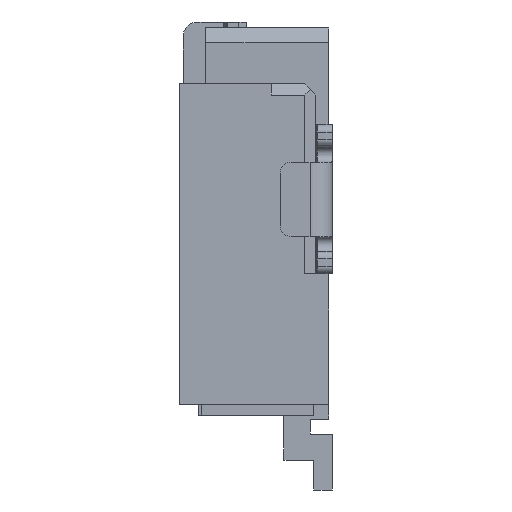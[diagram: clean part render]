
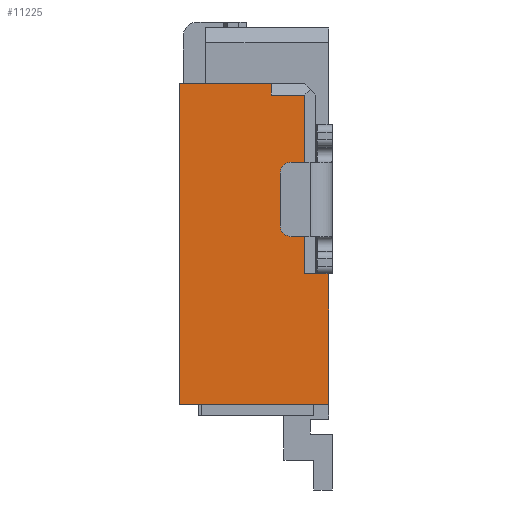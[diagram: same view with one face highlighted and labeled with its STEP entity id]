
A CAD part, left-side view. The second image highlights one B-rep face of the part: STEP entity #11225.
In plain terms, the highlighted planar face has unit normal (-1, 0, 0).
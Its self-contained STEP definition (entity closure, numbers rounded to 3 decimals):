
#4=DIRECTION('',(0.,-1.,0.));
#5=VECTOR('',#4,0.15);
#6=CARTESIAN_POINT('',(-4.65,-0.552,-3.38));
#7=LINE('',#6,#5);
#12=DIRECTION('',(0.,0.,-1.));
#13=VECTOR('',#12,1.75);
#14=CARTESIAN_POINT('',(-4.65,-0.702,-3.38));
#15=LINE('',#14,#13);
#19=DIRECTION('',(0.,1.,0.));
#20=VECTOR('',#19,2.);
#21=CARTESIAN_POINT('',(-4.65,-0.702,-5.13));
#22=LINE('',#21,#20);
#26=DIRECTION('',(0.,0.,1.));
#27=VECTOR('',#26,4.3);
#28=CARTESIAN_POINT('',(-4.65,1.298,-5.13));
#29=LINE('',#28,#27);
#33=DIRECTION('',(0.,-1.,0.));
#34=VECTOR('',#33,1.23);
#35=CARTESIAN_POINT('',(-4.65,1.298,-0.83));
#36=LINE('',#35,#34);
#40=DIRECTION('',(0.,0.,1.));
#41=VECTOR('',#40,0.15);
#42=CARTESIAN_POINT('',(-4.65,0.068,-0.98));
#43=LINE('',#42,#41);
#47=DIRECTION('',(0.,1.,0.));
#48=VECTOR('',#47,0.45);
#49=CARTESIAN_POINT('',(-4.65,-0.382,-0.98));
#50=LINE('',#49,#48);
#54=DIRECTION('',(0.,0.,1.));
#55=VECTOR('',#54,2.4);
#56=CARTESIAN_POINT('',(-4.65,-0.382,-3.38));
#57=LINE('',#56,#55);
#61=DIRECTION('',(0.,-1.,0.));
#62=VECTOR('',#61,0.17);
#63=CARTESIAN_POINT('',(-4.65,-0.382,-3.38));
#64=LINE('',#63,#62);
#9466=CARTESIAN_POINT('',(-4.65,-0.702,-5.13));
#9467=CARTESIAN_POINT('',(-4.65,1.298,-5.13));
#9468=VERTEX_POINT('',#9466);
#9469=VERTEX_POINT('',#9467);
#9470=CARTESIAN_POINT('',(-4.65,1.298,-0.83));
#9471=VERTEX_POINT('',#9470);
#9566=CARTESIAN_POINT('',(-4.65,-0.382,-3.38));
#9567=VERTEX_POINT('',#9566);
#9638=CARTESIAN_POINT('',(-4.65,0.068,-0.98));
#9639=CARTESIAN_POINT('',(-4.65,0.068,-0.83));
#9640=VERTEX_POINT('',#9638);
#9641=VERTEX_POINT('',#9639);
#9642=CARTESIAN_POINT('',(-4.65,-0.382,-0.98));
#9643=VERTEX_POINT('',#9642);
#9712=CARTESIAN_POINT('',(-4.65,-0.552,-3.38));
#9713=CARTESIAN_POINT('',(-4.65,-0.702,-3.38));
#9714=VERTEX_POINT('',#9712);
#9715=VERTEX_POINT('',#9713);
#11200=CARTESIAN_POINT('',(-4.65,0.,0.));
#11201=DIRECTION('',(1.,0.,0.));
#11202=DIRECTION('',(0.,0.,-1.));
#11203=AXIS2_PLACEMENT_3D('',#11200,#11201,#11202);
#11204=PLANE('',#11203);
#11206=ORIENTED_EDGE('',*,*,#11205,.T.);
#11208=ORIENTED_EDGE('',*,*,#11207,.T.);
#11210=ORIENTED_EDGE('',*,*,#11209,.T.);
#11212=ORIENTED_EDGE('',*,*,#11211,.T.);
#11214=ORIENTED_EDGE('',*,*,#11213,.T.);
#11216=ORIENTED_EDGE('',*,*,#11215,.F.);
#11218=ORIENTED_EDGE('',*,*,#11217,.F.);
#11220=ORIENTED_EDGE('',*,*,#11219,.F.);
#11222=ORIENTED_EDGE('',*,*,#11221,.T.);
#11223=EDGE_LOOP('',(#11206,#11208,#11210,#11212,#11214,#11216,#11218,#11220,
#11222));
#11224=FACE_OUTER_BOUND('',#11223,.F.);
#11205=EDGE_CURVE('',#9714,#9715,#7,.T.);
#11207=EDGE_CURVE('',#9715,#9468,#15,.T.);
#11209=EDGE_CURVE('',#9468,#9469,#22,.T.);
#11211=EDGE_CURVE('',#9469,#9471,#29,.T.);
#11213=EDGE_CURVE('',#9471,#9641,#36,.T.);
#11215=EDGE_CURVE('',#9640,#9641,#43,.T.);
#11217=EDGE_CURVE('',#9643,#9640,#50,.T.);
#11219=EDGE_CURVE('',#9567,#9643,#57,.T.);
#11221=EDGE_CURVE('',#9567,#9714,#64,.T.);
#11225=ADVANCED_FACE('',(#11224),#11204,.F.);
